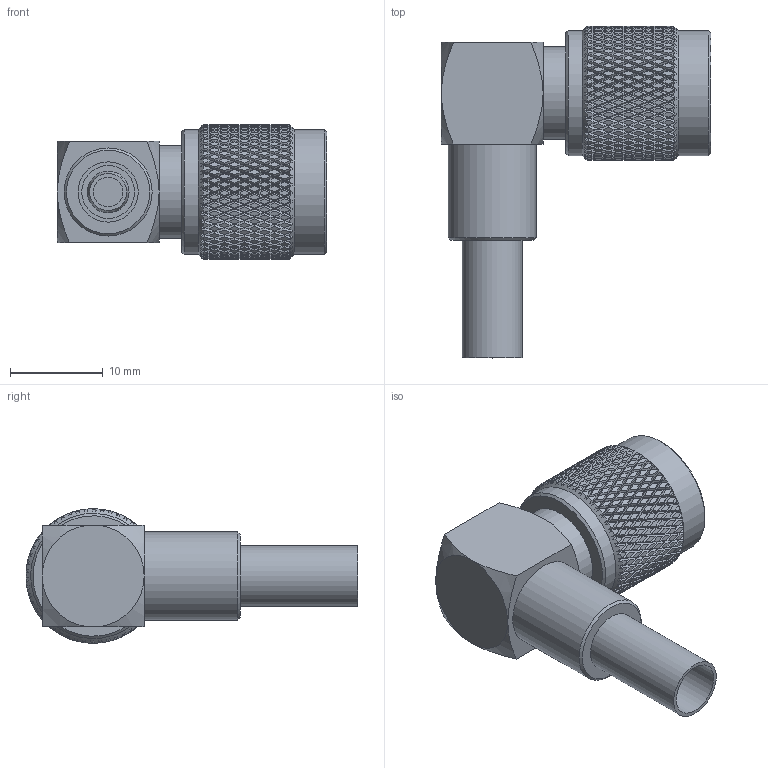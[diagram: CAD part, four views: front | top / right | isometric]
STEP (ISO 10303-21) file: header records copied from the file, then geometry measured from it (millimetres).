
FILE_DESCRIPTION (( 'STEP AP203' ), '1' );
FILE_NAME ('PE4450.step', '2020-01-13T16:08:59', ( '' ), ( '' ), 'SwSTEP 2.0', 'SolidWorks 2018', '' );
FILE_SCHEMA (( 'CONFIG_CONTROL_DESIGN' ));
Products named in the file (1): PE4450
Bounding box: 29.1 x 35.83 x 14.5 mm (x, y, z)
Volume: 4275.1 mm3; surface area: 3588.6 mm2
Topology: 2 solids, 2 shells, 2607 faces, 5512 edges, 2919 vertices
Faces by surface type: bspline 2004, cylinder 537, plane 43, cone 23
Full cylindrical faces by diameter (mm): 1.27 x1, 1.905 x1, 3.2 x1, 4.5 x1, 5.08 x1, 5.7 x1, 6.5 x1, 7.569 x1, 9.5 x1, 9.984 x1, 11.113 x6, 13.513 x2
Entity records: 100240 total; most frequent: CARTESIAN_POINT 67289, ORIENTED_EDGE 10932, EDGE_CURVE 5466, VERTEX_POINT 2901, EDGE_LOOP 2635, FACE_OUTER_BOUND 2615, ADVANCED_FACE 2601, B_SPLINE_CURVE_WITH_KNOTS 2286
